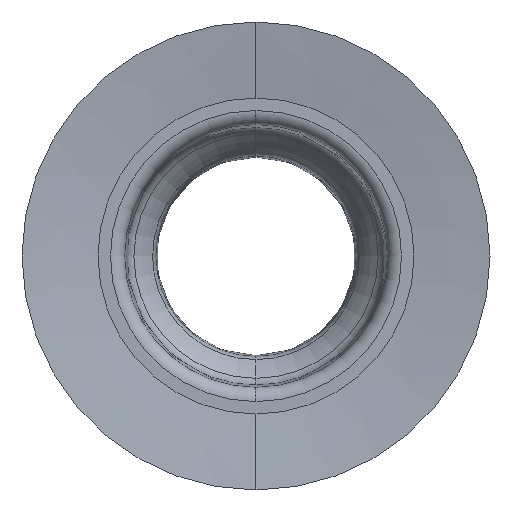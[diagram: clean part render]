
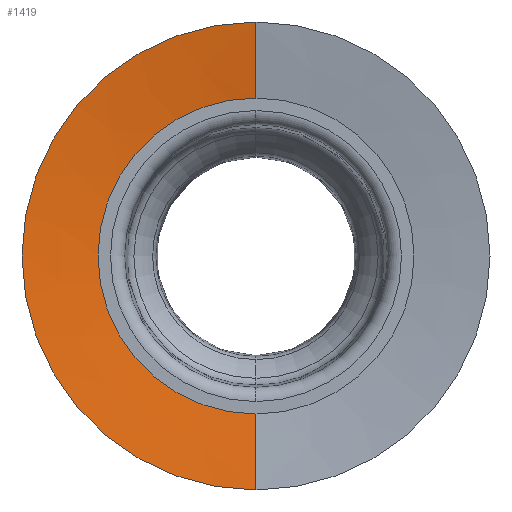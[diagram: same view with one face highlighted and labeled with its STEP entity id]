
A CAD part, top view. The second image highlights one B-rep face of the part: STEP entity #1419.
In plain terms, the highlighted conical face has half-angle 81.94 degrees and reference radius 4.188 mm.
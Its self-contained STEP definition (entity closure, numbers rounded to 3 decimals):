
#311=CARTESIAN_POINT('',(0.,0.,-0.23));
#312=DIRECTION('',(0.,0.,1.));
#313=DIRECTION('',(0.,1.,0.));
#314=AXIS2_PLACEMENT_3D('',#311,#312,#313);
#365=CARTESIAN_POINT('',(0.,0.,0.));
#366=DIRECTION('',(0.,0.,1.));
#367=DIRECTION('',(-1.,0.,0.));
#368=AXIS2_PLACEMENT_3D('',#365,#366,#367);
#373=CARTESIAN_POINT('',(0.,0.,0.));
#374=DIRECTION('',(0.,0.,1.));
#375=DIRECTION('',(0.,1.,0.));
#376=AXIS2_PLACEMENT_3D('',#373,#374,#375);
#933=DIRECTION('',(0.,-0.99,0.14));
#934=VECTOR('',#933,1.64);
#935=CARTESIAN_POINT('',(0.,-3.376,-0.23));
#936=LINE('',#935,#934);
#940=DIRECTION('',(0.,0.99,0.14));
#941=VECTOR('',#940,1.64);
#942=CARTESIAN_POINT('',(0.,3.376,-0.23));
#943=LINE('',#942,#941);
#1125=CARTESIAN_POINT('',(0.,3.376,-0.23));
#1126=CARTESIAN_POINT('',(0.,-3.376,-0.23));
#1127=VERTEX_POINT('',#1125);
#1128=VERTEX_POINT('',#1126);
#1129=CARTESIAN_POINT('',(-5.,0.,
0.));
#1130=CARTESIAN_POINT('',(0.,-5.,0.));
#1131=VERTEX_POINT('',#1129);
#1132=VERTEX_POINT('',#1130);
#1133=CARTESIAN_POINT('',(0.,5.,0.));
#1134=VERTEX_POINT('',#1133);
#1403=CARTESIAN_POINT('',(0.,0.,-0.115));
#1404=DIRECTION('',(0.,0.,1.));
#1405=DIRECTION('',(0.,-1.,0.));
#1406=AXIS2_PLACEMENT_3D('',#1403,#1404,#1405);
#1407=CONICAL_SURFACE('',#1406,4.188,81.94);
#1409=ORIENTED_EDGE('',*,*,#1408,.F.);
#1411=ORIENTED_EDGE('',*,*,#1410,.F.);
#1413=ORIENTED_EDGE('',*,*,#1412,.F.);
#1414=ORIENTED_EDGE('',*,*,#1366,.T.);
#1416=ORIENTED_EDGE('',*,*,#1415,.T.);
#1417=EDGE_LOOP('',(#1409,#1411,#1413,#1414,#1416));
#1418=FACE_OUTER_BOUND('',#1417,.F.);
#315=CIRCLE('',#314,3.376);
#369=CIRCLE('',#368,5.);
#377=CIRCLE('',#376,5.);
#1366=EDGE_CURVE('',#1127,#1128,#315,.T.);
#1408=EDGE_CURVE('',#1131,#1132,#369,.T.);
#1410=EDGE_CURVE('',#1134,#1131,#377,.T.);
#1412=EDGE_CURVE('',#1127,#1134,#943,.T.);
#1415=EDGE_CURVE('',#1128,#1132,#936,.T.);
#1419=ADVANCED_FACE('',(#1418),#1407,.F.);
